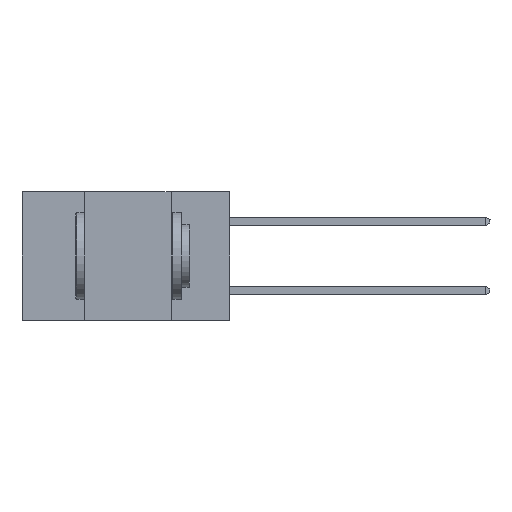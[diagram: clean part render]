
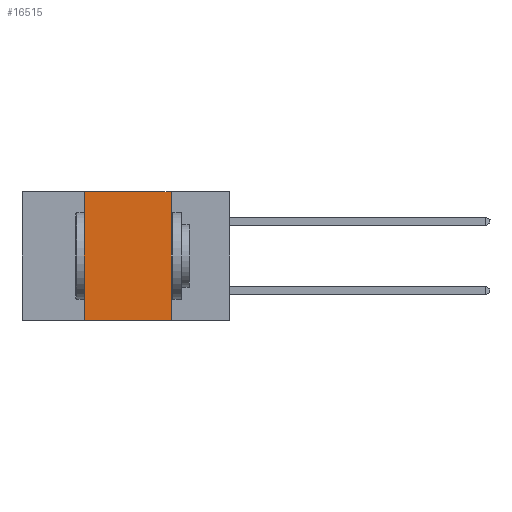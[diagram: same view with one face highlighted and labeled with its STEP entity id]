
A CAD part, left-side view. The second image highlights one B-rep face of the part: STEP entity #16515.
In plain terms, the highlighted planar face has unit normal (-1, 0, 0).
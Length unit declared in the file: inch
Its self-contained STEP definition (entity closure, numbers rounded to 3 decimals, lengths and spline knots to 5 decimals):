
#655 = LINE ( 'NONE', #937, #11357 ) ;
#684 = AXIS2_PLACEMENT_3D ( 'NONE', #12422, #9679, #18342 ) ;
#937 = CARTESIAN_POINT ( 'NONE',  ( 0., 0.6, 0. ) ) ;
#1564 = EDGE_CURVE ( 'NONE', #13051, #15234, #14828, .T. ) ;
#1883 = DIRECTION ( 'NONE',  ( 0., -1., 0. ) ) ;
#3326 = VERTEX_POINT ( 'NONE', #9268 ) ;
#3482 = ORIENTED_EDGE ( 'NONE', *, *, #1564, .F. ) ;
#4013 = ORIENTED_EDGE ( 'NONE', *, *, #16605, .F. ) ;
#4676 = VECTOR ( 'NONE', #15973, 39.37008 ) ;
#5409 = CARTESIAN_POINT ( 'NONE',  ( 0., 0.17, 0. ) ) ;
#6241 = FACE_OUTER_BOUND ( 'NONE', #13021, .T. ) ;
#6378 = CARTESIAN_POINT ( 'NONE',  ( 0., 0.6, -0.37 ) ) ;
#7427 = VECTOR ( 'NONE', #1883, 39.37008 ) ;
#8278 = CARTESIAN_POINT ( 'NONE',  ( 0., 0.17, 0. ) ) ;
#8318 = LINE ( 'NONE', #6378, #7427 ) ;
#8476 = LINE ( 'NONE', #17475, #4676 ) ;
#8781 = CARTESIAN_POINT ( 'NONE',  ( 0., 0.42, -0.37 ) ) ;
#9268 = CARTESIAN_POINT ( 'NONE',  ( 0., 0.42, 0. ) ) ;
#9610 = PLANE ( 'NONE',  #684 ) ;
#9679 = DIRECTION ( 'NONE',  ( 1., 0., 0. ) ) ;
#9736 = DIRECTION ( 'NONE',  ( 0., -1., 0. ) ) ;
#10129 = EDGE_CURVE ( 'NONE', #13086, #15234, #8318, .T. ) ;
#10340 = VECTOR ( 'NONE', #11468, 39.37008 ) ;
#11204 = ORIENTED_EDGE ( 'NONE', *, *, #15830, .F. ) ;
#11325 = ORIENTED_EDGE ( 'NONE', *, *, #10129, .T. ) ;
#11357 = VECTOR ( 'NONE', #9736, 39.37008 ) ;
#11468 = DIRECTION ( 'NONE',  ( 0., 0., -1. ) ) ;
#12422 = CARTESIAN_POINT ( 'NONE',  ( 0., 0.6, 0. ) ) ;
#13021 = EDGE_LOOP ( 'NONE', ( #3482, #11204, #4013, #11325 ) ) ;
#13051 = VERTEX_POINT ( 'NONE', #8278 ) ;
#13086 = VERTEX_POINT ( 'NONE', #8781 ) ;
#14553 = CARTESIAN_POINT ( 'NONE',  ( 0., 0.17, -0.37 ) ) ;
#14828 = LINE ( 'NONE', #5409, #10340 ) ;
#15234 = VERTEX_POINT ( 'NONE', #14553 ) ;
#15830 = EDGE_CURVE ( 'NONE', #3326, #13051, #655, .T. ) ;
#15973 = DIRECTION ( 'NONE',  ( 0., 0., 1. ) ) ;
#16515 = ADVANCED_FACE ( 'NONE', ( #6241 ), #9610, .F. ) ;
#16605 = EDGE_CURVE ( 'NONE', #13086, #3326, #8476, .T. ) ;
#17475 = CARTESIAN_POINT ( 'NONE',  ( 0., 0.42, 0. ) ) ;
#18342 = DIRECTION ( 'NONE',  ( 0., 0., -1. ) ) ;
